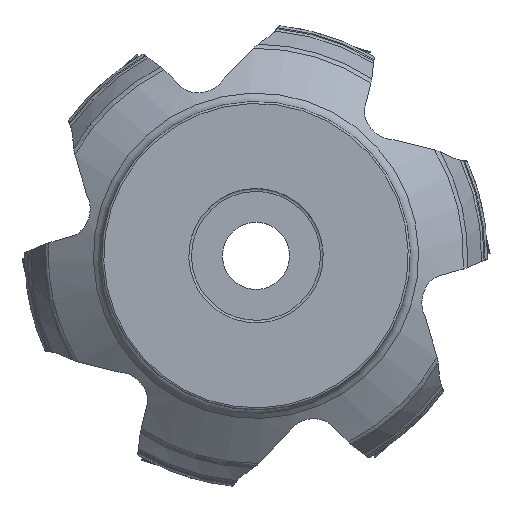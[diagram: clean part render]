
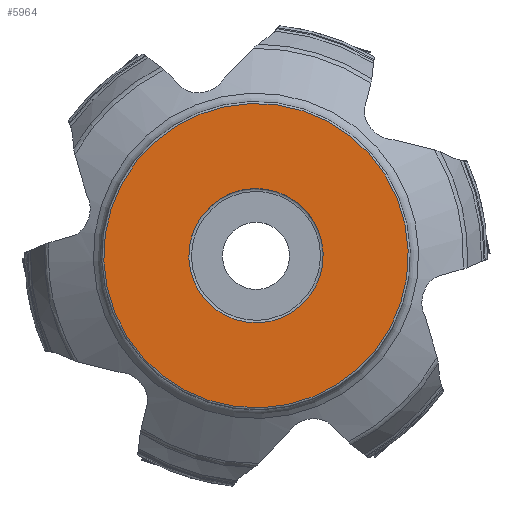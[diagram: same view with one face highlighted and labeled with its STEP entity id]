
A CAD part, top view. The second image highlights one B-rep face of the part: STEP entity #5964.
In plain terms, the highlighted planar face has unit normal (0, 0, 1).
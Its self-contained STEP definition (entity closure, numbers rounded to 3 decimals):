
#1263=FACE_BOUND('',#11761,.T.);
#1264=FACE_BOUND('',#11762,.T.);
#5964=ADVANCED_FACE('CU_BACK_F001',(#1263,#1264),#6537,.F.);
#6537=PLANE('',#47394);
#11761=EDGE_LOOP('',(#28037));
#11762=EDGE_LOOP('',(#28038));
#13931=CIRCLE('',#43672,13.505);
#15544=CIRCLE('',#47392,30.6);
#28037=ORIENTED_EDGE('',*,*,#33713,.F.);
#28038=ORIENTED_EDGE('',*,*,#38612,.T.);
#29374=VERTEX_POINT('',#66811);
#32241=VERTEX_POINT('',#96631);
#33713=EDGE_CURVE('',#29374,#29374,#13931,.T.);
#38612=EDGE_CURVE('',#32241,#32241,#15544,.T.);
#43672=AXIS2_PLACEMENT_3D('',#66810,#49665,#49666);
#47392=AXIS2_PLACEMENT_3D('',#96630,#58667,#58668);
#47394=AXIS2_PLACEMENT_3D('',#96633,#58671,#58672);
#49665=DIRECTION('',(0.,0.,1.));
#49666=DIRECTION('',(0.978,0.208,0.));
#58667=DIRECTION('',(0.,0.,1.));
#58668=DIRECTION('',(0.978,0.208,0.));
#58671=DIRECTION('',(0.,0.,-1.));
#58672=DIRECTION('',(-0.978,-0.208,0.));
#66810=CARTESIAN_POINT('',(0.,0.,
0.));
#66811=CARTESIAN_POINT('',(13.21,2.808,0.));
#96630=CARTESIAN_POINT('',(0.,0.,
0.));
#96631=CARTESIAN_POINT('',(29.931,6.362,0.));
#96633=CARTESIAN_POINT('',(-30.,0.,0.));
